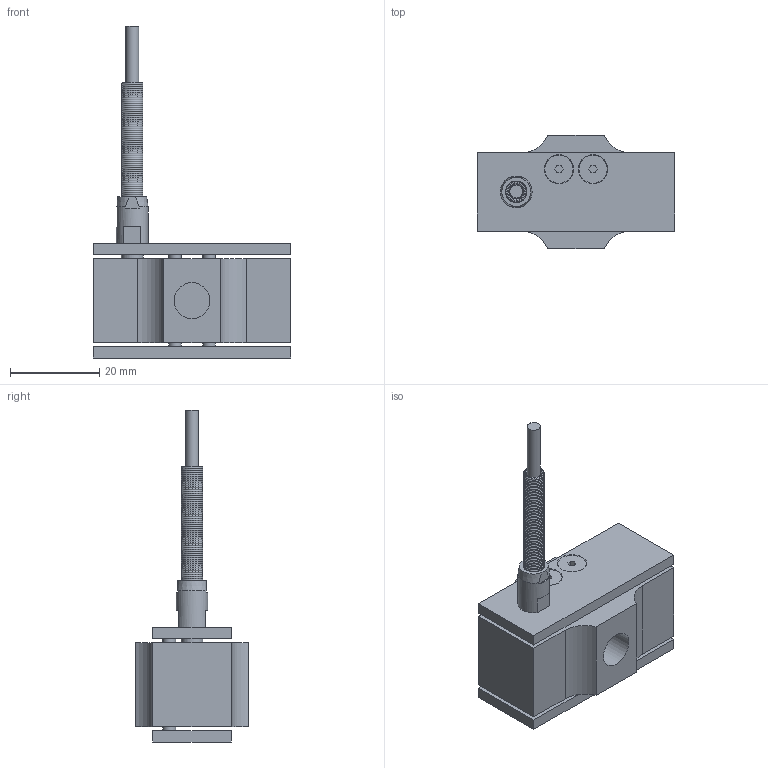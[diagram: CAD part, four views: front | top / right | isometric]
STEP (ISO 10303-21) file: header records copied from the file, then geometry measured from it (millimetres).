
FILE_DESCRIPTION((''),'2;1');
FILE_NAME('LRF350 150 lb Cable.stp','2010-12-01T08:23:31',('thomasl'),(''),'Autodesk Inventor 2008','Autodesk Inventor 2008','');
FILE_SCHEMA(('AUTOMOTIVE_DESIGN { 1 0 10303 214 1 1 1 1 }'));
Length unit declared in the file: inch
Products named in the file (5): LRF350 150 lb Cable (LevelofDetail1); ~~~PART1 (~1); 14430; 14430A; 14430B
Assembly tree (4 placements, depth 3):
  LRF350 150 lb Cable (LevelofDetail1)
    ~~~PART1 (~1)
      14430
      14430A
      14430B
Bounding box: 44.2 x 25.4 x 74.25 mm (x, y, z)
Volume: 20465.5 mm3; surface area: 9997 mm2
Topology: 3 solids, 3 shells, 168 faces, 371 edges, 226 vertices
Faces by surface type: plane 71, bspline 60, cylinder 22, cone 13, torus 2
Full cylindrical faces by diameter (mm): 2.839 x4, 2.921 x1, 3.048 x1, 3.302 x5, 4.801 x1, 4.851 x1, 5.334 x1, 5.791 x1, 7.061 x1, 8.026 x2
Entity records: 8670 total; most frequent: CARTESIAN_POINT 5413, DIRECTION 622, ORIENTED_EDGE 536, EDGE_LOOP 284, EDGE_CURVE 268, AXIS2_PLACEMENT_3D 241, VERTEX_POINT 214, FACE_OUTER_BOUND 168
